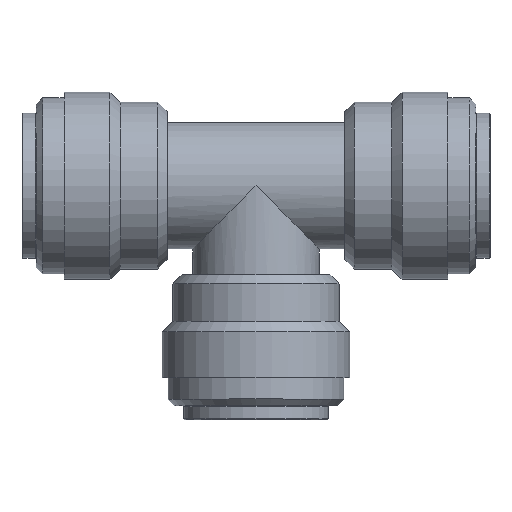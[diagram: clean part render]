
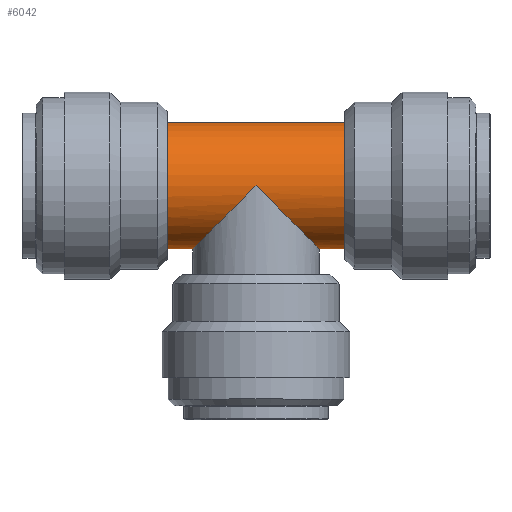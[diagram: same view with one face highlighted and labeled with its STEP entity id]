
A CAD part, top view. The second image highlights one B-rep face of the part: STEP entity #6042.
In plain terms, the highlighted cylindrical face has radius 6.75 mm (diameter 13.5 mm), a full revolution.
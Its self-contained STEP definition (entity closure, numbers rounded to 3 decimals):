
#15=ELLIPSE('',#6429,9.546,6.75);
#16=ELLIPSE('',#6430,9.546,6.75);
#1499=CYLINDRICAL_SURFACE('',#6446,6.75);
#1618=FACE_BOUND('',#2422,.T.);
#1619=FACE_BOUND('',#2423,.T.);
#1926=FACE_OUTER_BOUND('',#2421,.T.);
#2421=EDGE_LOOP('',(#5227));
#2422=EDGE_LOOP('',(#5228,#5229));
#2423=EDGE_LOOP('',(#5230));
#2647=CIRCLE('',#6394,6.75);
#2651=CIRCLE('',#6401,6.75);
#3076=VERTEX_POINT('',#10343);
#3080=VERTEX_POINT('',#10354);
#3096=VERTEX_POINT('',#10398);
#3097=VERTEX_POINT('',#10399);
#3821=EDGE_CURVE('',#3076,#3076,#2647,.T.);
#3825=EDGE_CURVE('',#3080,#3080,#2651,.T.);
#3841=EDGE_CURVE('',#3096,#3097,#15,.T.);
#3842=EDGE_CURVE('',#3096,#3097,#16,.T.);
#5227=ORIENTED_EDGE('',*,*,#3821,.T.);
#5228=ORIENTED_EDGE('',*,*,#3841,.T.);
#5229=ORIENTED_EDGE('',*,*,#3842,.F.);
#5230=ORIENTED_EDGE('',*,*,#3825,.T.);
#6042=ADVANCED_FACE('',(#1926,#1618,#1619),#1499,.T.);
#6394=AXIS2_PLACEMENT_3D('',#10344,#7233,#7234);
#6401=AXIS2_PLACEMENT_3D('',#10355,#7247,#7248);
#6429=AXIS2_PLACEMENT_3D('',#10400,#7303,#7304);
#6430=AXIS2_PLACEMENT_3D('',#10401,#7305,#7306);
#6446=AXIS2_PLACEMENT_3D('',#10423,#7337,#7338);
#7233=DIRECTION('center_axis',(-1.,0.,0.));
#7234=DIRECTION('ref_axis',(0.,-1.,0.));
#7247=DIRECTION('center_axis',(1.,0.,0.));
#7248=DIRECTION('ref_axis',(0.,1.,0.));
#7303=DIRECTION('center_axis',(-0.707,0.707,0.));
#7304=DIRECTION('ref_axis',(-0.707,-0.707,0.));
#7305=DIRECTION('center_axis',(-0.707,-0.707,0.));
#7306=DIRECTION('ref_axis',(0.707,-0.707,0.));
#7337=DIRECTION('center_axis',(1.,0.,0.));
#7338=DIRECTION('ref_axis',(0.,1.,0.));
#10343=CARTESIAN_POINT('',(25.8,-6.75,0.));
#10344=CARTESIAN_POINT('Origin',(25.8,0.,0.));
#10354=CARTESIAN_POINT('',(6.8,6.75,0.));
#10355=CARTESIAN_POINT('Origin',(6.8,0.,0.));
#10398=CARTESIAN_POINT('',(16.3,0.,-6.75));
#10399=CARTESIAN_POINT('',(16.3,0.,6.75));
#10400=CARTESIAN_POINT('Origin',(16.3,0.,0.));
#10401=CARTESIAN_POINT('Origin',(16.3,0.,0.));
#10423=CARTESIAN_POINT('Origin',(11.55,0.,0.));
